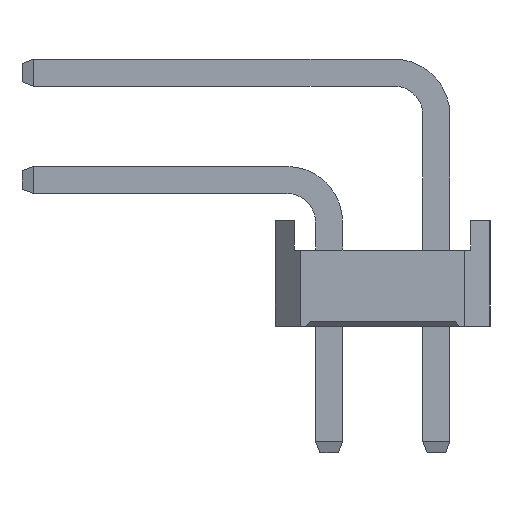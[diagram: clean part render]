
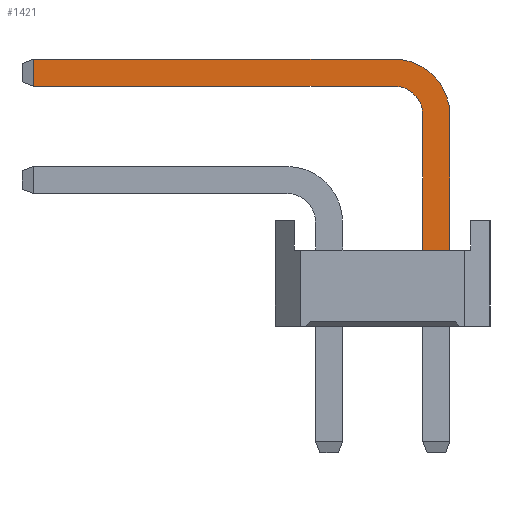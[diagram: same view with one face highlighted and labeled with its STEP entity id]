
A CAD part, left-side view. The second image highlights one B-rep face of the part: STEP entity #1421.
In plain terms, the highlighted planar face has unit normal (-1, 0, 0).
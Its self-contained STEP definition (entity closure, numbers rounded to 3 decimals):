
#1421=ADVANCED_FACE('',(#4424),#4426,.T.);
#4424=FACE_BOUND('',#4425,.T.);
#4425=EDGE_LOOP('',(#6795,#6796,#6797,#6798,#6799,#6800,#6801,#6802));
#4426=PLANE('',#4427);
#4427=AXIS2_PLACEMENT_3D('',#4428,#4429,#4430);
#4428=CARTESIAN_POINT('',(-0.32,-2.22,-3.));
#4429=DIRECTION('',(-1.,0.,0.));
#4430=DIRECTION('',(0.,-1.,0.));
#6795=ORIENTED_EDGE('',*,*,#8242,.F.);
#6796=ORIENTED_EDGE('',*,*,#8243,.F.);
#6797=ORIENTED_EDGE('',*,*,#8244,.F.);
#6798=ORIENTED_EDGE('',*,*,#8245,.F.);
#6799=ORIENTED_EDGE('',*,*,#7853,.T.);
#6800=ORIENTED_EDGE('',*,*,#8241,.T.);
#6801=ORIENTED_EDGE('',*,*,#8246,.T.);
#6802=ORIENTED_EDGE('',*,*,#8247,.T.);
#7853=EDGE_CURVE('',#8926,#8924,#8927,.T.);
#8241=EDGE_CURVE('',#8924,#9536,#9538,.T.);
#8242=EDGE_CURVE('',#9539,#9540,#9541,.T.);
#8243=EDGE_CURVE('',#9542,#9539,#9543,.T.);
#8244=EDGE_CURVE('',#9544,#9542,#9545,.T.);
#8245=EDGE_CURVE('',#8926,#9544,#9546,.T.);
#8246=EDGE_CURVE('',#9536,#9547,#9548,.T.);
#8247=EDGE_CURVE('',#9547,#9540,#9549,.T.);
#8924=VERTEX_POINT('',#10736);
#8926=VERTEX_POINT('',#10740);
#8927=LINE('',#10741,#10742);
#9536=VERTEX_POINT('',#12150);
#9538=LINE('',#12154,#12155);
#9539=VERTEX_POINT('',#12157);
#9540=VERTEX_POINT('',#12158);
#9541=LINE('',#12159,#12160);
#9542=VERTEX_POINT('',#12162);
#9543=LINE('',#12163,#12164);
#9544=VERTEX_POINT('',#12166);
#9545=CIRCLE('',#12167,0.68);
#9546=LINE('',#12171,#12172);
#9547=VERTEX_POINT('',#12174);
#9548=CIRCLE('',#12175,1.32);
#9549=LINE('',#12179,#12180);
#10736=CARTESIAN_POINT('',(-0.32,-2.86,1.8));
#10740=CARTESIAN_POINT('',(-0.32,-2.22,1.8));
#10741=CARTESIAN_POINT('',(-0.32,-2.22,1.8));
#10742=VECTOR('',#10743,1.);
#10743=DIRECTION('',(0.,-1.,0.));
#12150=CARTESIAN_POINT('',(-0.32,-2.86,5.));
#12154=CARTESIAN_POINT('',(-0.32,-2.86,1.8));
#12155=VECTOR('',#12156,1.);
#12156=DIRECTION('',(0.,0.,1.));
#12157=CARTESIAN_POINT('',(-0.32,6.995,5.68));
#12158=CARTESIAN_POINT('',(-0.32,6.995,6.32));
#12159=CARTESIAN_POINT('',(-0.32,6.995,5.68));
#12160=VECTOR('',#12161,1.);
#12161=DIRECTION('',(0.,0.,1.));
#12162=CARTESIAN_POINT('',(-0.32,-1.54,5.68));
#12163=CARTESIAN_POINT('',(-0.32,-1.54,5.68));
#12164=VECTOR('',#12165,1.);
#12165=DIRECTION('',(0.,1.,0.));
#12166=CARTESIAN_POINT('',(-0.32,-2.22,5.));
#12167=AXIS2_PLACEMENT_3D('',#12168,#12169,#12170);
#12168=CARTESIAN_POINT('',(-0.32,-1.54,5.));
#12169=DIRECTION('',(-1.,-0.,0.));
#12170=DIRECTION('',(0.,-1.,0.));
#12171=CARTESIAN_POINT('',(-0.32,-2.22,1.8));
#12172=VECTOR('',#12173,1.);
#12173=DIRECTION('',(0.,0.,1.));
#12174=CARTESIAN_POINT('',(-0.32,-1.54,6.32));
#12175=AXIS2_PLACEMENT_3D('',#12176,#12177,#12178);
#12176=CARTESIAN_POINT('',(-0.32,-1.54,5.));
#12177=DIRECTION('',(-1.,-0.,0.));
#12178=DIRECTION('',(0.,-1.,0.));
#12179=CARTESIAN_POINT('',(-0.32,-1.54,6.32));
#12180=VECTOR('',#12181,1.);
#12181=DIRECTION('',(0.,1.,0.));
